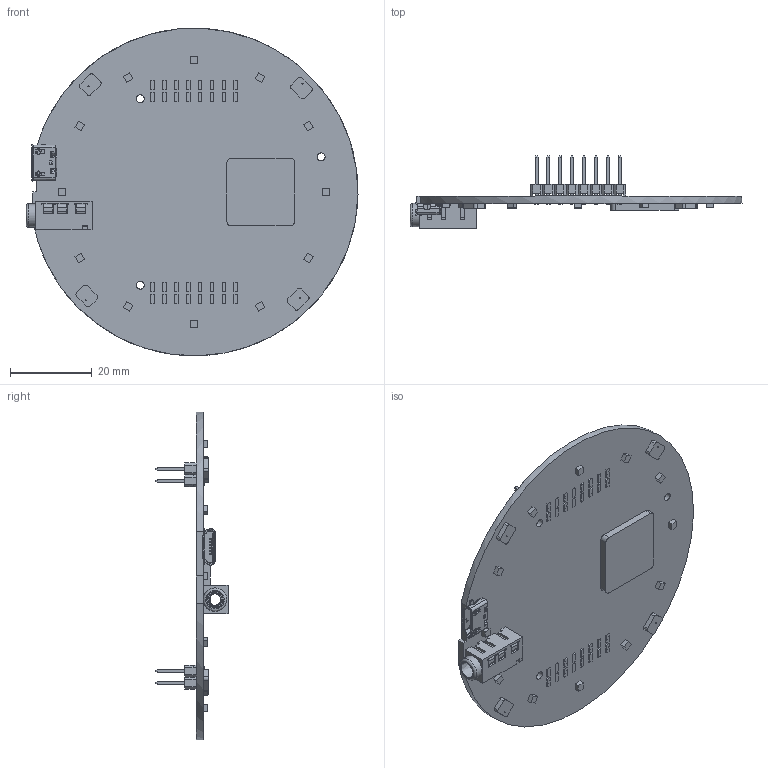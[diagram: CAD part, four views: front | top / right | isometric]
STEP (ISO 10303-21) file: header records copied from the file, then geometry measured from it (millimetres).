
FILE_DESCRIPTION(('FreeCAD Model'),'2;1');
FILE_NAME('Open CASCADE Shape Model','2025-05-03T03:32:54',('FreeCAD'),( 'FreeCAD'),'Open CASCADE STEP processor 7.6','FreeCAD','Unknown');
FILE_SCHEMA(('AUTOMOTIVE_DESIGN { 1 0 10303 214 1 1 1 1 }'));
Products named in the file (1): Open CASCADE STEP translator 7.6 1
Bounding box: 81.47 x 17.69 x 80.39 mm (x, y, z)
Volume: 10680.4 mm3; surface area: 15925.6 mm2
Topology: 126 solids, 126 shells, 2554 faces, 6109 edges, 3744 vertices
Faces by surface type: bspline 2554
Entity records: 68629 total; most frequent: CARTESIAN_POINT 32263, ORIENTED_EDGE 12134, EDGE_CURVE 6067, B_SPLINE_CURVE_WITH_KNOTS 4643, VERTEX_POINT 3744, FACE_BOUND 2648, EDGE_LOOP 2648, ADVANCED_FACE 2554
